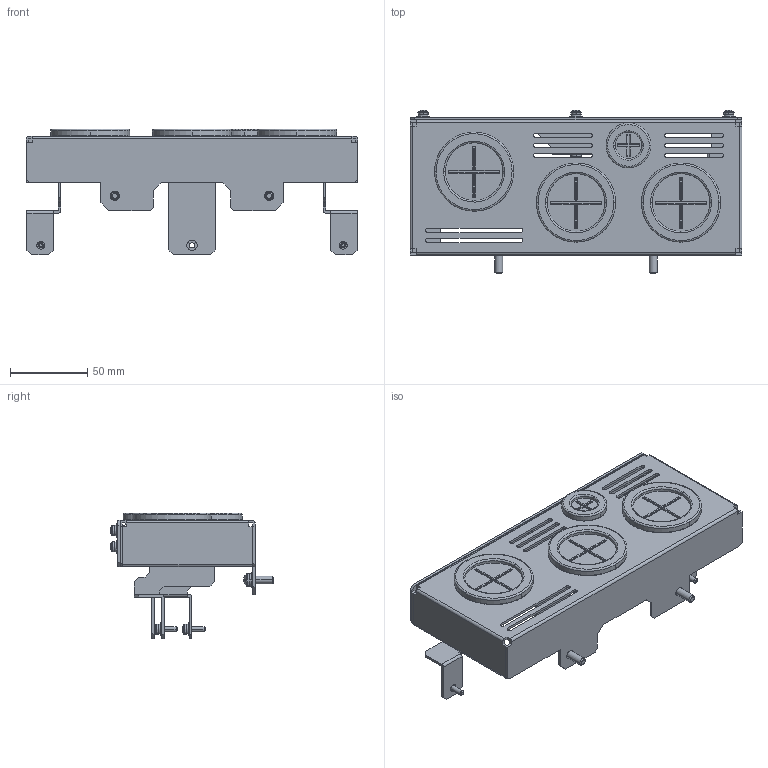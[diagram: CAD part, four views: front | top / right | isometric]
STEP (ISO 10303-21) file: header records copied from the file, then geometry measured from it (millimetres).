
FILE_DESCRIPTION (( 'STEP AP214' ), '1' );
FILE_NAME ('ACG-N1F.STEP', '2024-05-14T16:12:43', ( '' ), ( '' ), 'SwSTEP 2.0', 'SolidWorks 2021', '' );
FILE_SCHEMA (( 'AUTOMOTIVE_DESIGN' ));
Length unit declared in the file: inch
Products named in the file (1): ACG-N1F
Bounding box: 215 x 105.95 x 81.3 mm (x, y, z)
Volume: 112763.7 mm3; surface area: 127415.6 mm2
Topology: 15 solids, 15 shells, 704 faces, 1798 edges, 1184 vertices
Faces by surface type: plane 375, cylinder 224, bspline 75, cone 30
Entity records: 23877 total; most frequent: CARTESIAN_POINT 6698, ORIENTED_EDGE 3596, DIRECTION 3442, EDGE_CURVE 1798, AXIS2_PLACEMENT_3D 1198, VERTEX_POINT 1184, LINE 1046, VECTOR 1046
